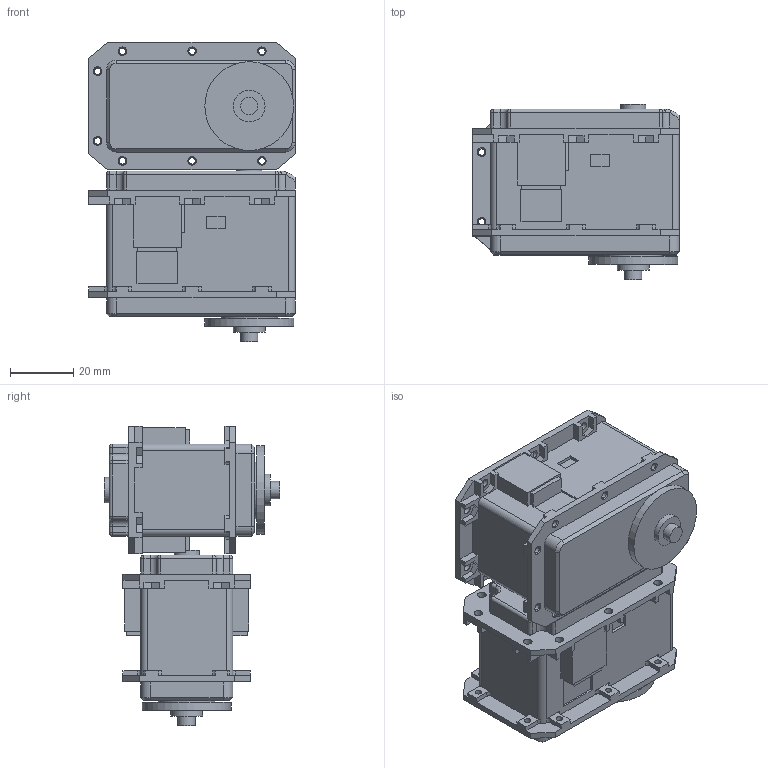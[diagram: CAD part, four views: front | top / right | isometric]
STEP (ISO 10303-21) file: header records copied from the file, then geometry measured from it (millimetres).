
FILE_DESCRIPTION(/* description */ (''),/* implementation_level */ '2;1');
FILE_NAME(/* name */ 'Ankle_Block_v4.step',/* time_stamp */ '2019-04-18T11:03:03+10:00',/* author */ ('TaylorY96'),/* organization */ (''),/* preprocessor_version */ 'ST-DEVELOPER v18',/* originating_system */ 'Autodesk Translation Framework v8.2.0.1029',/* authorisation */ '');
FILE_SCHEMA (('AUTOMOTIVE_DESIGN { 1 0 10303 214 3 1 1 }'));
Length unit declared in the file: millimetre
Products named in the file (3): Ankle_Block; MX-106R_Ankle_Pitch_Left; MX-106R_Ankle_Roll_Left
Assembly tree (2 placements, depth 2):
  Ankle_Block
    MX-106R_Ankle_Pitch_Left
    MX-106R_Ankle_Roll_Left
Bounding box: 65.1 x 55.3 x 94.39 mm (x, y, z)
Volume: 173056 mm3; surface area: 33711.5 mm2
Topology: 2 solids, 2 shells, 590 faces, 1618 edges, 1050 vertices
Faces by surface type: plane 402, cylinder 136, cone 24, torus 12, sphere 12, bspline 4
Full cylindrical faces by diameter (mm): 2.05 x16, 2.7 x16, 3.2 x2, 5.5 x2, 8 x2, 10 x4, 15 x2, 18 x2, 28 x2
Entity records: 19040 total; most frequent: CARTESIAN_POINT 3571, ORIENTED_EDGE 3236, DIRECTION 3146, EDGE_CURVE 1618, LINE 1248, VECTOR 1248, VERTEX_POINT 1050, AXIS2_PLACEMENT_3D 949
